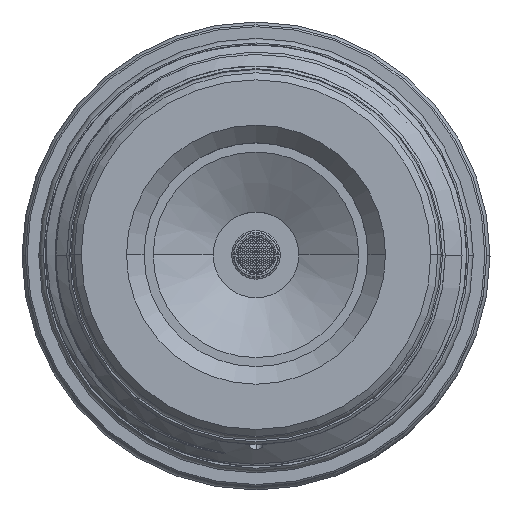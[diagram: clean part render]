
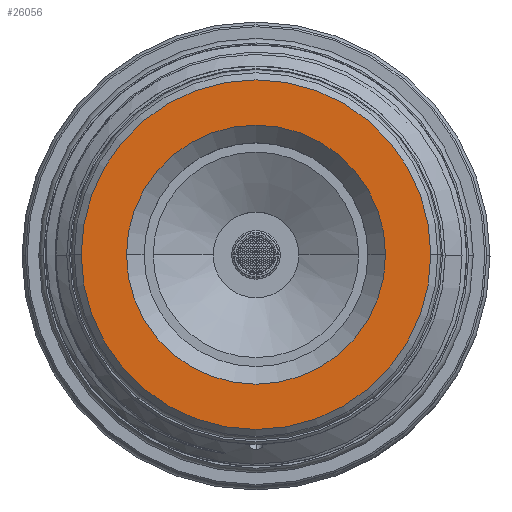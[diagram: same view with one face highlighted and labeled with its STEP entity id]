
A CAD part, top view. The second image highlights one B-rep face of the part: STEP entity #26056.
In plain terms, the highlighted planar face has unit normal (0, 0, 1).
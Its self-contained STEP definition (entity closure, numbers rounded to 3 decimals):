
#404 = CARTESIAN_POINT ( 'NONE',  ( 14.7, 0., 156.372 ) ) ;
#892 = AXIS2_PLACEMENT_3D ( 'NONE', #1880, #29569, #53013 ) ;
#1316 = VERTEX_POINT ( 'NONE', #404 ) ;
#1880 = CARTESIAN_POINT ( 'NONE',  ( 0., 0., 156.372 ) ) ;
#1929 = CIRCLE ( 'NONE', #7724, 14.7 ) ;
#4654 = CARTESIAN_POINT ( 'NONE',  ( 19.84, 0., 156.372 ) ) ;
#4907 = CARTESIAN_POINT ( 'NONE',  ( 0., 0., 156.372 ) ) ;
#6312 = FACE_OUTER_BOUND ( 'NONE', #31230, .T. ) ;
#7724 = AXIS2_PLACEMENT_3D ( 'NONE', #23575, #55950, #42561 ) ;
#8467 = DIRECTION ( 'NONE',  ( 0., 0., -1. ) ) ;
#10645 = FACE_BOUND ( 'NONE', #22424, .T. ) ;
#10813 = AXIS2_PLACEMENT_3D ( 'NONE', #4907, #28509, #28310 ) ;
#11462 = ORIENTED_EDGE ( 'NONE', *, *, #17393, .F. ) ;
#17143 = ORIENTED_EDGE ( 'NONE', *, *, #40722, .T. ) ;
#17393 = EDGE_CURVE ( 'NONE', #36594, #43291, #56231, .T. ) ;
#22424 = EDGE_LOOP ( 'NONE', ( #41948, #17143 ) ) ;
#23575 = CARTESIAN_POINT ( 'NONE',  ( 0., 0., 156.372 ) ) ;
#25388 = CARTESIAN_POINT ( 'NONE',  ( 0., 0., 156.372 ) ) ;
#26056 = ADVANCED_FACE ( 'NONE', ( #10645, #6312 ), #34620, .F. ) ;
#28310 = DIRECTION ( 'NONE',  ( -1., 0., 0. ) ) ;
#28509 = DIRECTION ( 'NONE',  ( 0., 0., -1. ) ) ;
#29569 = DIRECTION ( 'NONE',  ( 0., 0., -1. ) ) ;
#31230 = EDGE_LOOP ( 'NONE', ( #11462, #43243 ) ) ;
#31892 = CARTESIAN_POINT ( 'NONE',  ( 0., 0., 156.372 ) ) ;
#32087 = DIRECTION ( 'NONE',  ( -1., 0., 0. ) ) ;
#34620 = PLANE ( 'NONE',  #892 ) ;
#36594 = VERTEX_POINT ( 'NONE', #42432 ) ;
#40722 = EDGE_CURVE ( 'NONE', #48200, #1316, #1929, .T. ) ;
#41948 = ORIENTED_EDGE ( 'NONE', *, *, #43626, .T. ) ;
#42432 = CARTESIAN_POINT ( 'NONE',  ( -19.84, 0., 156.372 ) ) ;
#42554 = EDGE_CURVE ( 'NONE', #43291, #36594, #48133, .T. ) ;
#42561 = DIRECTION ( 'NONE',  ( -1., 0., 0. ) ) ;
#42993 = CIRCLE ( 'NONE', #46484, 14.7 ) ;
#43243 = ORIENTED_EDGE ( 'NONE', *, *, #42554, .F. ) ;
#43291 = VERTEX_POINT ( 'NONE', #4654 ) ;
#43626 = EDGE_CURVE ( 'NONE', #1316, #48200, #42993, .T. ) ;
#46484 = AXIS2_PLACEMENT_3D ( 'NONE', #25388, #57966, #57755 ) ;
#48133 = CIRCLE ( 'NONE', #55017, 19.84 ) ;
#48200 = VERTEX_POINT ( 'NONE', #58907 ) ;
#53013 = DIRECTION ( 'NONE',  ( -1., 0., 0. ) ) ;
#55017 = AXIS2_PLACEMENT_3D ( 'NONE', #31892, #8467, #32087 ) ;
#55950 = DIRECTION ( 'NONE',  ( 0., 0., -1. ) ) ;
#56231 = CIRCLE ( 'NONE', #10813, 19.84 ) ;
#57755 = DIRECTION ( 'NONE',  ( -1., 0., 0. ) ) ;
#57966 = DIRECTION ( 'NONE',  ( 0., 0., -1. ) ) ;
#58907 = CARTESIAN_POINT ( 'NONE',  ( -14.7, 0., 156.372 ) ) ;
